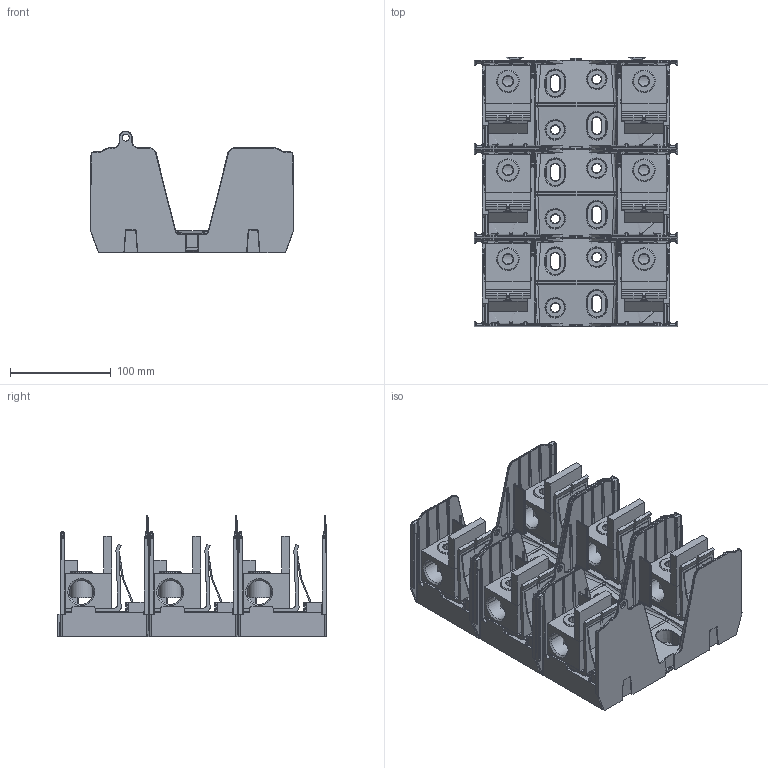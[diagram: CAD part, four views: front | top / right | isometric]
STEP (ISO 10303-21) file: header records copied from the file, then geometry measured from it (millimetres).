
FILE_DESCRIPTION (( 'STEP AP203' ), '1' );
FILE_NAME ('JM60400-1CR-3.step', '2021-12-07T12:17:08', ( '' ), ( '' ), 'SwSTEP 2.0', 'SolidWorks 2021', '' );
FILE_SCHEMA (( 'CONFIG_CONTROL_DESIGN' ));
Products named in the file (1): JM60400-1CR-3
Bounding box: 202.1 x 268.36 x 121.1 mm (x, y, z)
Surface area: 503671.7 mm2 (no closed solid volume)
Topology: 0 solids, 42 shells, 2916 faces, 7758 edges, 4686 vertices
Faces by surface type: cylinder 1254, plane 861, bspline 675, cone 123, sphere 3
Entity records: 153452 total; most frequent: CARTESIAN_POINT 89428, ORIENTED_EDGE 14118, DIRECTION 11378, EDGE_CURVE 7647, VERTEX_POINT 4674, AXIS2_PLACEMENT_3D 3835, VECTOR 3708, LINE 3708
